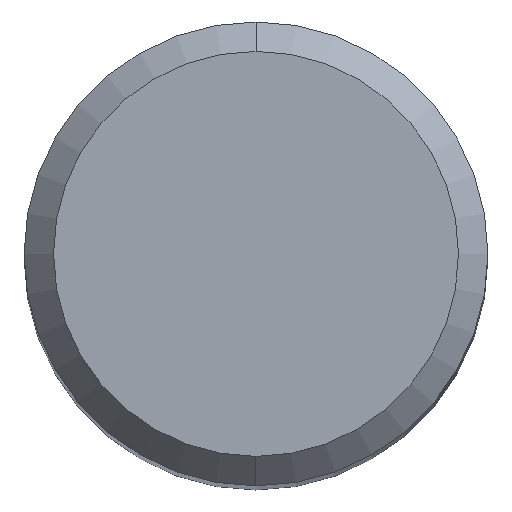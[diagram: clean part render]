
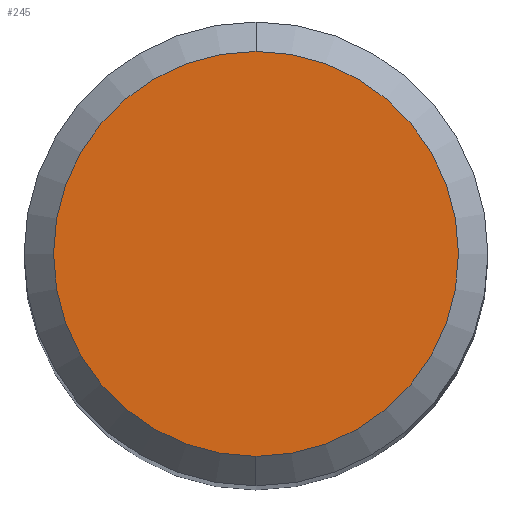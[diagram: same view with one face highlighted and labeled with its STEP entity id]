
A CAD part, top view. The second image highlights one B-rep face of the part: STEP entity #245.
In plain terms, the highlighted planar face has unit normal (0, 0, 1).
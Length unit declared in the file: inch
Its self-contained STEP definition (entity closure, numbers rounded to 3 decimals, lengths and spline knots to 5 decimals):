
#11 = ORIENTED_EDGE ( 'NONE', *, *, #114, .T. ) ;
#23 = PLANE ( 'NONE',  #90 ) ;
#90 = AXIS2_PLACEMENT_3D ( 'NONE', #224, #133, #366 ) ;
#113 = CIRCLE ( 'NONE', #291, 0.1031 ) ;
#114 = EDGE_CURVE ( 'NONE', #214, #145, #304, .T. ) ;
#133 = DIRECTION ( 'NONE',  ( 0., 0., -1. ) ) ;
#145 = VERTEX_POINT ( 'NONE', #470 ) ;
#158 = CARTESIAN_POINT ( 'NONE',  ( 0., 0., 0. ) ) ;
#171 = EDGE_LOOP ( 'NONE', ( #11, #288 ) ) ;
#173 = CARTESIAN_POINT ( 'NONE',  ( 0., 0.1031, 0. ) ) ;
#182 = CARTESIAN_POINT ( 'NONE',  ( 0., 0., 0. ) ) ;
#214 = VERTEX_POINT ( 'NONE', #173 ) ;
#224 = CARTESIAN_POINT ( 'NONE',  ( 0., 0.1031, 0. ) ) ;
#238 = DIRECTION ( 'NONE',  ( 0., -1., 0. ) ) ;
#239 = DIRECTION ( 'NONE',  ( 0., 0., 1. ) ) ;
#245 = ADVANCED_FACE ( 'NONE', ( #420 ), #23, .F. ) ;
#251 = EDGE_CURVE ( 'NONE', #145, #214, #113, .T. ) ;
#288 = ORIENTED_EDGE ( 'NONE', *, *, #251, .T. ) ;
#289 = DIRECTION ( 'NONE',  ( 0., -1., 0. ) ) ;
#291 = AXIS2_PLACEMENT_3D ( 'NONE', #182, #496, #289 ) ;
#304 = CIRCLE ( 'NONE', #440, 0.1031 ) ;
#366 = DIRECTION ( 'NONE',  ( 0., 1., 0. ) ) ;
#420 = FACE_OUTER_BOUND ( 'NONE', #171, .T. ) ;
#440 = AXIS2_PLACEMENT_3D ( 'NONE', #158, #239, #238 ) ;
#470 = CARTESIAN_POINT ( 'NONE',  ( 0., -0.1031, 0. ) ) ;
#496 = DIRECTION ( 'NONE',  ( 0., 0., 1. ) ) ;
